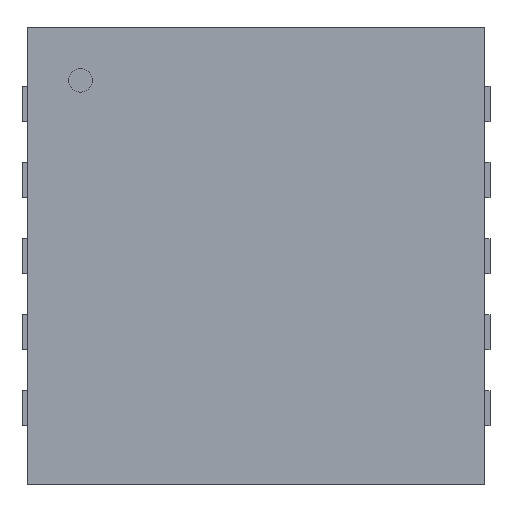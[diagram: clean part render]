
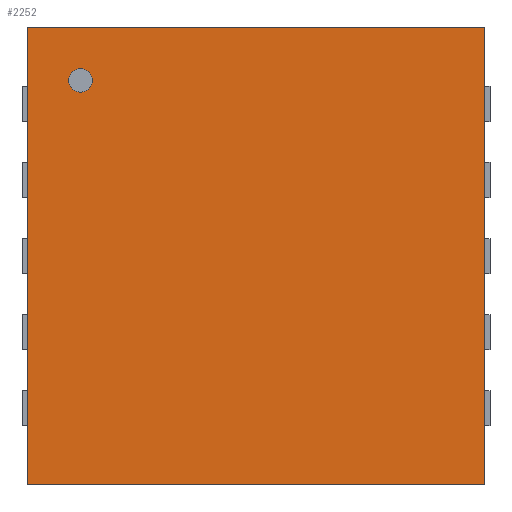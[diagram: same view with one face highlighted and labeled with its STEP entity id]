
A CAD part, top view. The second image highlights one B-rep face of the part: STEP entity #2252.
In plain terms, the highlighted planar face has unit normal (0, 0, 1).
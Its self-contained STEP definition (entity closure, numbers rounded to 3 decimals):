
#13=DIRECTION('',(0.,0.,1.));
#28=VECTOR('',#29,1.);
#29=DIRECTION('',(0.,-1.,0.));
#37=VECTOR('',#38,1.);
#38=DIRECTION('',(1.,0.));
#39=( GEOMETRIC_REPRESENTATION_CONTEXT(2) PARAMETRIC_REPRESENTATION_CONTEXT() REPRESENTATION_CONTEXT('2D SPACE','') );
#43=DIRECTION('',(1.,0.,0.));
#44=DEFINITIONAL_REPRESENTATION('',(#45),#39);
#45=LINE('',#46,#37);
#46=CARTESIAN_POINT('',(0.,0.));
#97=VECTOR('',#98,1.);
#98=DIRECTION('',(0.,-1.));
#150=CARTESIAN_POINT('',(-1.95,1.95,0.1));
#241=VECTOR('',#43,1.);
#288=CARTESIAN_POINT('',(1.95,1.95,0.1));
#294=DEFINITIONAL_REPRESENTATION('',(#295),#39);
#295=LINE('',#296,#37);
#296=CARTESIAN_POINT('',(0.,3.9));
#298=PLANE('',#299);
#299=AXIS2_PLACEMENT_3D('',#288,#43,#13);
#300=DEFINITIONAL_REPRESENTATION('',(#301),#39);
#301=LINE('',#46,#302);
#302=VECTOR('',#303,1.);
#303=DIRECTION('',(0.,1.));
#311=PLANE('',#312);
#312=AXIS2_PLACEMENT_3D('',#150,#29,#13);
#321=PLANE('',#322);
#322=AXIS2_PLACEMENT_3D('',#150,#43,#13);
#610=CARTESIAN_POINT('',(-1.95,-1.95,0.1));
#618=DEFINITIONAL_REPRESENTATION('',(#619),#39);
#619=LINE('',#620,#302);
#620=CARTESIAN_POINT('',(3.9,0.));
#622=PLANE('',#623);
#623=AXIS2_PLACEMENT_3D('',#610,#29,#13);
#922=VERTEX_POINT('',#923);
#923=CARTESIAN_POINT('',(1.95,1.95,1.));
#932=EDGE_CURVE('',#922,#933,#935,.T.);
#933=VERTEX_POINT('',#934);
#934=CARTESIAN_POINT('',(1.95,-1.95,1.));
#935=SURFACE_CURVE('',#936,(#937,#941),.PCURVE_S1.);
#936=LINE('',#923,#28);
#937=PCURVE('',#298,#938);
#938=DEFINITIONAL_REPRESENTATION('',(#939),#39);
#939=LINE('',#940,#302);
#940=CARTESIAN_POINT('',(0.9,0.));
#941=PCURVE('',#942,#294);
#942=PLANE('',#943);
#943=AXIS2_PLACEMENT_3D('',#944,#13,#29);
#944=CARTESIAN_POINT('',(-1.95,1.95,1.));
#1183=VERTEX_POINT('',#944);
#1189=ORIENTED_EDGE('',*,*,#1190,.F.);
#1190=EDGE_CURVE('',#1183,#922,#1191,.T.);
#1191=SURFACE_CURVE('',#1192,(#1193,#1196),.PCURVE_S1.);
#1192=LINE('',#944,#241);
#1193=PCURVE('',#311,#1194);
#1194=DEFINITIONAL_REPRESENTATION('',(#1195),#39);
#1195=LINE('',#940,#97);
#1196=PCURVE('',#942,#300);
#1252=ORIENTED_EDGE('',*,*,#1253,.T.);
#1253=EDGE_CURVE('',#1183,#1254,#1256,.T.);
#1254=VERTEX_POINT('',#1255);
#1255=CARTESIAN_POINT('',(-1.95,-1.95,1.));
#1256=SURFACE_CURVE('',#1257,(#1258,#1259),.PCURVE_S1.);
#1257=LINE('',#944,#28);
#1258=PCURVE('',#321,#938);
#1259=PCURVE('',#942,#44);
#2247=EDGE_CURVE('',#1254,#933,#2248,.T.);
#2248=SURFACE_CURVE('',#2249,(#2250,#2251),.PCURVE_S1.);
#2249=LINE('',#1255,#241);
#2250=PCURVE('',#622,#1194);
#2251=PCURVE('',#942,#618);
#2252=ADVANCED_FACE('',(#2253,#2257),#942,.T.);
#2253=FACE_BOUND('',#2254,.T.);
#2254=EDGE_LOOP('',(#1189,#1252,#2255,#2256));
#2255=ORIENTED_EDGE('',*,*,#2247,.T.);
#2256=ORIENTED_EDGE('',*,*,#932,.F.);
#2257=FACE_BOUND('',#2258,.T.);
#2258=EDGE_LOOP('',(#2259));
#2259=ORIENTED_EDGE('',*,*,#2260,.T.);
#2260=EDGE_CURVE('',#2261,#2261,#2263,.T.);
#2261=VERTEX_POINT('',#2262);
#2262=CARTESIAN_POINT('',(-1.5,1.4,1.));
#2263=SURFACE_CURVE('',#2264,(#2268,#2277),.PCURVE_S1.);
#2264=CIRCLE('',#2265,0.1);
#2265=AXIS2_PLACEMENT_3D('',#2266,#2267,#29);
#2266=CARTESIAN_POINT('',(-1.5,1.5,1.));
#2267=DIRECTION('',(0.,0.,-1.));
#2268=PCURVE('',#942,#2269);
#2269=DEFINITIONAL_REPRESENTATION('',(#2270),#39);
#2270=( BOUNDED_CURVE() B_SPLINE_CURVE(2,(#2271,#2272,#2273,#2274,#2275,#2276,#2271),.UNSPECIFIED.,.T.,.F.) B_SPLINE_CURVE_WITH_KNOTS((1,2,2,2,2,1),(-2.094,0.,2.094,4.189,6.283,8.378),.UNSPECIFIED.) CURVE() GEOMETRIC_REPRESENTATION_ITEM() RATIONAL_B_SPLINE_CURVE((1.,0.5,1.,0.5,1.,0.5,1.)) REPRESENTATION_ITEM('') );
#2271=CARTESIAN_POINT('',(0.55,0.45));
#2272=CARTESIAN_POINT('',(0.55,0.277));
#2273=CARTESIAN_POINT('',(0.4,0.363));
#2274=CARTESIAN_POINT('',(0.25,0.45));
#2275=CARTESIAN_POINT('',(0.4,0.537));
#2276=CARTESIAN_POINT('',(0.55,0.623));
#2277=PCURVE('',#2278,#2282);
#2278=CYLINDRICAL_SURFACE('',#2279,0.1);
#2279=AXIS2_PLACEMENT_3D('',#2280,#2281,#29);
#2280=CARTESIAN_POINT('',(-1.5,1.5,1.1));
#2281=DIRECTION('',(0.,0.,-1.));
#2282=DEFINITIONAL_REPRESENTATION('',(#2283),#39);
#2283=LINE('',#2284,#2285);
#2284=CARTESIAN_POINT('',(-6.283,0.1));
#2285=VECTOR('',#2286,1.);
#2286=DIRECTION('',(1.,0.));
